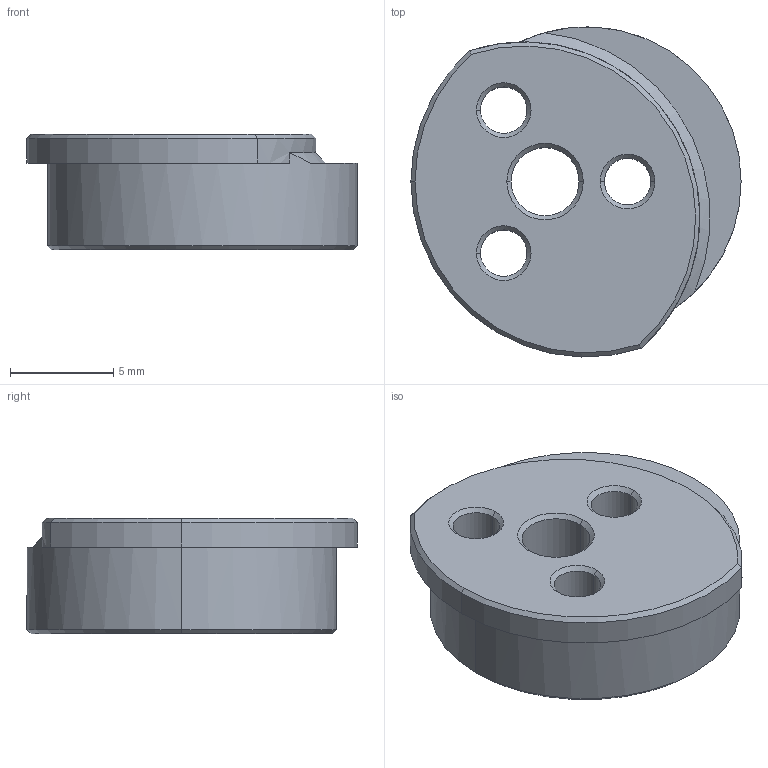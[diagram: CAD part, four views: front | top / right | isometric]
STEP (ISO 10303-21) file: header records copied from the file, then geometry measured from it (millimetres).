
FILE_DESCRIPTION (( 'STEP AP214' ), '1' );
FILE_NAME ('cycloid_shaft_p2.STEP', '2025-05-27T14:01:25', ( '' ), ( '' ), 'SwSTEP 2.0', 'SolidWorks 2025', '' );
FILE_SCHEMA (( 'AUTOMOTIVE_DESIGN' ));
Length unit declared in the file: millimetre
Products named in the file (1): cycloid_shaft_p2_default
Bounding box: 16 x 16 x 5.6 mm (x, y, z)
Volume: 862.5 mm3; surface area: 777.3 mm2
Topology: 1 solids, 1 shells, 39 faces, 90 edges, 53 vertices
Faces by surface type: cone 22, cylinder 13, plane 4
Entity records: 1151 total; most frequent: DIRECTION 218, CARTESIAN_POINT 195, ORIENTED_EDGE 180, AXIS2_PLACEMENT_3D 92, EDGE_CURVE 90, VERTEX_POINT 53, CIRCLE 52, EDGE_LOOP 47
